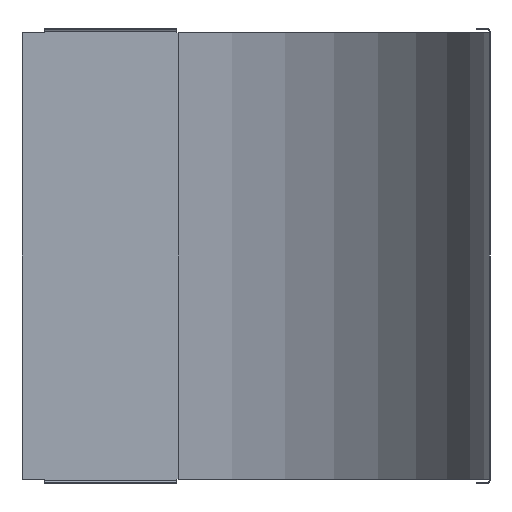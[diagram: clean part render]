
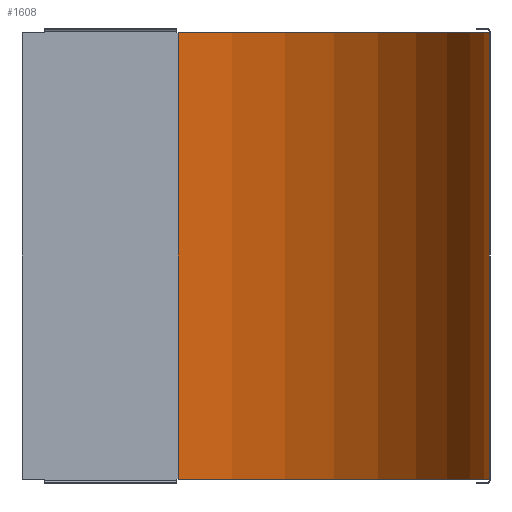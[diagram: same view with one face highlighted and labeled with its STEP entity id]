
A CAD part, front view. The second image highlights one B-rep face of the part: STEP entity #1608.
In plain terms, the highlighted cylindrical face has radius 208.75 mm (diameter 417.5 mm), a partial arc.
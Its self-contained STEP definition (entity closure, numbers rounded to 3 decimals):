
#59 = DIRECTION ( 'NONE',  ( 0., 0., -1. ) ) ;
#88 = DIRECTION ( 'NONE',  ( -1., 0., 0. ) ) ;
#89 = EDGE_CURVE ( 'NONE', #1370, #653, #182, .T. ) ;
#94 = AXIS2_PLACEMENT_3D ( 'NONE', #1584, #1578, #1574 ) ;
#101 = CARTESIAN_POINT ( 'NONE',  ( 0., 208.75, 150. ) ) ;
#111 = DIRECTION ( 'NONE',  ( 0., 0., 1. ) ) ;
#123 = CARTESIAN_POINT ( 'NONE',  ( 0., 0., 150. ) ) ;
#129 = ORIENTED_EDGE ( 'NONE', *, *, #89, .F. ) ;
#145 = CARTESIAN_POINT ( 'NONE',  ( 208.75, 0., 150. ) ) ;
#146 = DIRECTION ( 'NONE',  ( -1., 0., 0. ) ) ;
#152 = CARTESIAN_POINT ( 'NONE',  ( 0., 0., 150. ) ) ;
#164 = CIRCLE ( 'NONE', #94, 208.75 ) ;
#182 = LINE ( 'NONE', #145, #784 ) ;
#222 = LINE ( 'NONE', #1347, #909 ) ;
#256 = DIRECTION ( 'NONE',  ( 0., 0., -1. ) ) ;
#291 = EDGE_CURVE ( 'NONE', #1370, #1130, #827, .T. ) ;
#303 = CARTESIAN_POINT ( 'NONE',  ( 0., 208.75, -150. ) ) ;
#326 = AXIS2_PLACEMENT_3D ( 'NONE', #152, #256, #146 ) ;
#545 = EDGE_CURVE ( 'NONE', #653, #1587, #164, .T. ) ;
#653 = VERTEX_POINT ( 'NONE', #1225 ) ;
#676 = CYLINDRICAL_SURFACE ( 'NONE', #326, 208.75 ) ;
#745 = AXIS2_PLACEMENT_3D ( 'NONE', #123, #111, #88 ) ;
#784 = VECTOR ( 'NONE', #59, 1000. ) ;
#827 = CIRCLE ( 'NONE', #745, 208.75 ) ;
#909 = VECTOR ( 'NONE', #1360, 1000. ) ;
#1016 = CARTESIAN_POINT ( 'NONE',  ( 208.75, 0., 150. ) ) ;
#1130 = VERTEX_POINT ( 'NONE', #101 ) ;
#1135 = EDGE_LOOP ( 'NONE', ( #1181, #129, #1220, #1262 ) ) ;
#1181 = ORIENTED_EDGE ( 'NONE', *, *, #545, .F. ) ;
#1220 = ORIENTED_EDGE ( 'NONE', *, *, #291, .T. ) ;
#1225 = CARTESIAN_POINT ( 'NONE',  ( 208.75, 0., -150. ) ) ;
#1262 = ORIENTED_EDGE ( 'NONE', *, *, #1688, .T. ) ;
#1347 = CARTESIAN_POINT ( 'NONE',  ( 0., 208.75, 150. ) ) ;
#1360 = DIRECTION ( 'NONE',  ( 0., 0., -1. ) ) ;
#1370 = VERTEX_POINT ( 'NONE', #1016 ) ;
#1383 = FACE_OUTER_BOUND ( 'NONE', #1135, .T. ) ;
#1574 = DIRECTION ( 'NONE',  ( -1., 0., 0. ) ) ;
#1578 = DIRECTION ( 'NONE',  ( 0., 0., 1. ) ) ;
#1584 = CARTESIAN_POINT ( 'NONE',  ( 0., 0., -150. ) ) ;
#1587 = VERTEX_POINT ( 'NONE', #303 ) ;
#1608 = ADVANCED_FACE ( 'NONE', ( #1383 ), #676, .F. ) ;
#1688 = EDGE_CURVE ( 'NONE', #1130, #1587, #222, .T. ) ;
